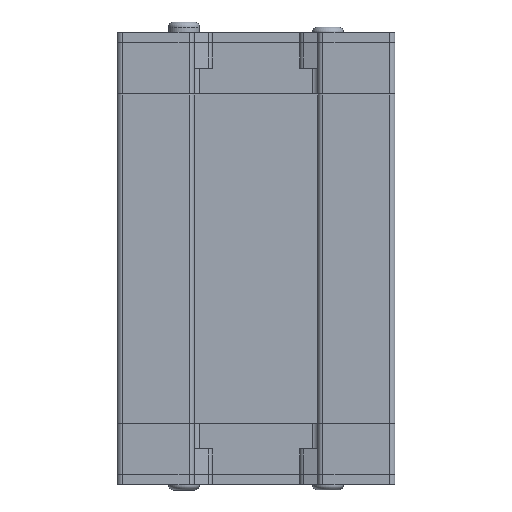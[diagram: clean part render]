
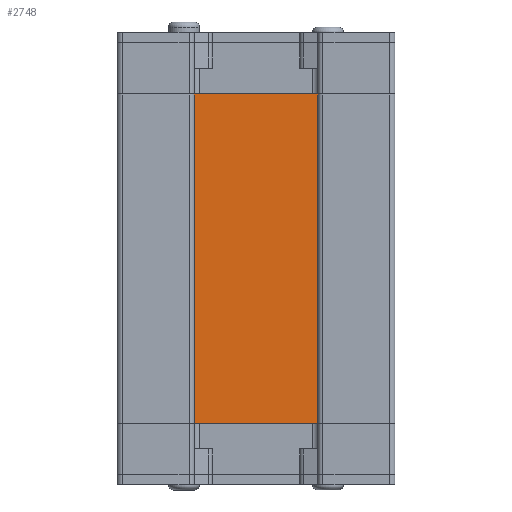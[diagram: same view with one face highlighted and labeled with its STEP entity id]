
A CAD part, left-side view. The second image highlights one B-rep face of the part: STEP entity #2748.
In plain terms, the highlighted face is planar.
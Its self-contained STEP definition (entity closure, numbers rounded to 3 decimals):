
#329=FACE_OUTER_BOUND('',#485,.T.);
#485=EDGE_LOOP('',(#1976,#1977,#1978,#1979));
#633=LINE('',#4133,#894);
#656=LINE('',#4233,#917);
#672=LINE('',#4305,#933);
#674=LINE('',#4308,#935);
#894=VECTOR('',#3258,12.);
#917=VECTOR('',#3343,12.);
#933=VECTOR('',#3429,32.);
#935=VECTOR('',#3433,32.);
#1161=VERTEX_POINT('',#4130);
#1162=VERTEX_POINT('',#4132);
#1207=VERTEX_POINT('',#4230);
#1208=VERTEX_POINT('',#4232);
#1442=EDGE_CURVE('',#1161,#1162,#633,.T.);
#1494=EDGE_CURVE('',#1208,#1207,#656,.T.);
#1531=EDGE_CURVE('',#1162,#1207,#672,.T.);
#1533=EDGE_CURVE('',#1161,#1208,#674,.T.);
#1976=ORIENTED_EDGE('',*,*,#1533,.T.);
#1977=ORIENTED_EDGE('',*,*,#1494,.T.);
#1978=ORIENTED_EDGE('',*,*,#1531,.F.);
#1979=ORIENTED_EDGE('',*,*,#1442,.F.);
#2655=PLANE('',#2999);
#2748=ADVANCED_FACE('',(#329),#2655,.F.);
#2999=AXIS2_PLACEMENT_3D('',#4307,#3431,#3432);
#3258=DIRECTION('',(0.,1.,0.));
#3343=DIRECTION('',(0.,1.,0.));
#3429=DIRECTION('',(-1.,0.,0.));
#3431=DIRECTION('center_axis',(0.,0.,
1.));
#3432=DIRECTION('ref_axis',(1.,0.,0.));
#3433=DIRECTION('',(-1.,0.,0.));
#4130=CARTESIAN_POINT('',(16.,-6.,5.));
#4132=CARTESIAN_POINT('',(16.,6.,5.));
#4133=CARTESIAN_POINT('',(16.,-6.,5.));
#4230=CARTESIAN_POINT('',(-16.,6.,5.));
#4232=CARTESIAN_POINT('',(-16.,-6.,5.));
#4233=CARTESIAN_POINT('',(-16.,-6.,5.));
#4305=CARTESIAN_POINT('',(16.,6.,5.));
#4307=CARTESIAN_POINT('Origin',(21.,6.,5.));
#4308=CARTESIAN_POINT('',(16.,-6.,5.));
